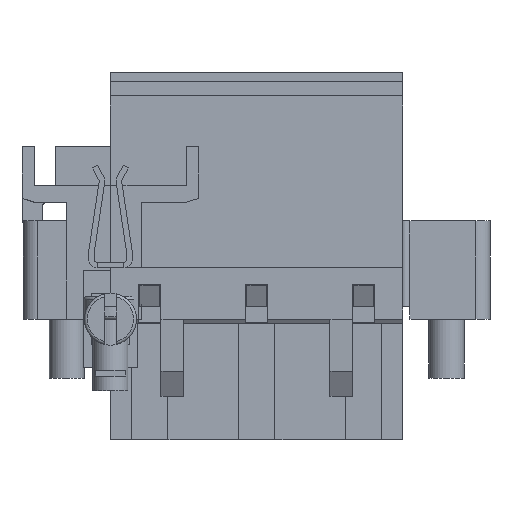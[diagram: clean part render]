
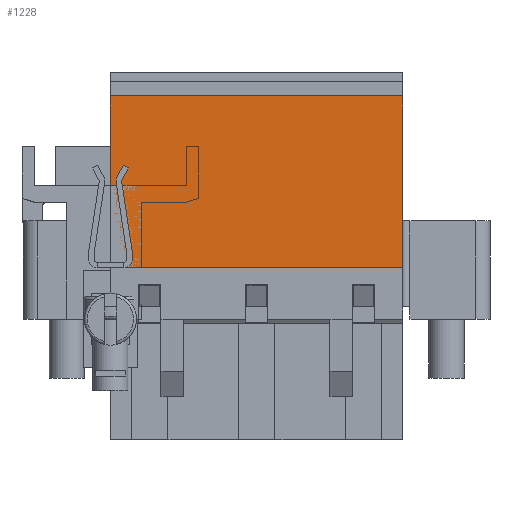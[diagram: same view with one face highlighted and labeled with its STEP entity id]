
A CAD part, front view. The second image highlights one B-rep face of the part: STEP entity #1228.
In plain terms, the highlighted planar face has unit normal (0, -1, 0).
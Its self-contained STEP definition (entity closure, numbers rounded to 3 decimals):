
#1228 = ADVANCED_FACE( '', ( #2598 ), #2599, .T. );
#2598 = FACE_OUTER_BOUND( '', #4061, .T. );
#2599 = PLANE( '', #4062 );
#4061 = EDGE_LOOP( '', ( #7773, #7774, #7775, #7776, #7777, #7778, #7779, #7780, #7781, #7782, #7783, #7784, #7785, #7786, #7787, #7788 ) );
#4062 = AXIS2_PLACEMENT_3D( '', #7789, #7790, #7791 );
#7773 = ORIENTED_EDGE( '', *, *, #9969, .T. );
#7774 = ORIENTED_EDGE( '', *, *, #9695, .T. );
#7775 = ORIENTED_EDGE( '', *, *, #10013, .F. );
#7776 = ORIENTED_EDGE( '', *, *, #8867, .T. );
#7777 = ORIENTED_EDGE( '', *, *, #9888, .F. );
#7778 = ORIENTED_EDGE( '', *, *, #10075, .F. );
#7779 = ORIENTED_EDGE( '', *, *, #10011, .F. );
#7780 = ORIENTED_EDGE( '', *, *, #9130, .T. );
#7781 = ORIENTED_EDGE( '', *, *, #9886, .T. );
#7782 = ORIENTED_EDGE( '', *, *, #10076, .F. );
#7783 = ORIENTED_EDGE( '', *, *, #10015, .F. );
#7784 = ORIENTED_EDGE( '', *, *, #9320, .F. );
#7785 = ORIENTED_EDGE( '', *, *, #8778, .T. );
#7786 = ORIENTED_EDGE( '', *, *, #9457, .T. );
#7787 = ORIENTED_EDGE( '', *, *, #10014, .F. );
#7788 = ORIENTED_EDGE( '', *, *, #9985, .F. );
#7789 = CARTESIAN_POINT( '', ( 20.84, 0., 0. ) );
#7790 = DIRECTION( '', ( 0., -1., 0. ) );
#7791 = DIRECTION( '', ( 0., 0., -1. ) );
#8778 = EDGE_CURVE( '', #10605, #10603, #10606, .T. );
#8867 = EDGE_CURVE( '', #10752, #10754, #10756, .T. );
#9130 = EDGE_CURVE( '', #11194, #11192, #11195, .T. );
#9320 = EDGE_CURVE( '', #10605, #11380, #11493, .T. );
#9457 = EDGE_CURVE( '', #10603, #11381, #11705, .T. );
#9695 = EDGE_CURVE( '', #12038, #11805, #12039, .T. );
#9886 = EDGE_CURVE( '', #11192, #12285, #12287, .T. );
#9888 = EDGE_CURVE( '', #12289, #10754, #12290, .T. );
#9969 = EDGE_CURVE( '', #12387, #12038, #12388, .T. );
#9985 = EDGE_CURVE( '', #12387, #11804, #12408, .T. );
#10011 = EDGE_CURVE( '', #11194, #12438, #12439, .T. );
#10013 = EDGE_CURVE( '', #10752, #11805, #12441, .T. );
#10014 = EDGE_CURVE( '', #11804, #11381, #12442, .T. );
#10015 = EDGE_CURVE( '', #11380, #12443, #12444, .T. );
#10075 = EDGE_CURVE( '', #12438, #12289, #12516, .T. );
#10076 = EDGE_CURVE( '', #12443, #12285, #12517, .T. );
#10603 = VERTEX_POINT( '', #13216 );
#10605 = VERTEX_POINT( '', #13219 );
#10606 = LINE( '', #13220, #13221 );
#10752 = VERTEX_POINT( '', #13421 );
#10754 = VERTEX_POINT( '', #13424 );
#10756 = LINE( '', #13427, #13428 );
#11192 = VERTEX_POINT( '', #14061 );
#11194 = VERTEX_POINT( '', #14064 );
#11195 = LINE( '', #14065, #14066 );
#11380 = VERTEX_POINT( '', #14332 );
#11381 = VERTEX_POINT( '', #14333 );
#11493 = LINE( '', #14505, #14506 );
#11705 = LINE( '', #14826, #14827 );
#11804 = VERTEX_POINT( '', #14966 );
#11805 = VERTEX_POINT( '', #14967 );
#12038 = VERTEX_POINT( '', #15313 );
#12039 = LINE( '', #15314, #15315 );
#12285 = VERTEX_POINT( '', #15689 );
#12287 = LINE( '', #15692, #15693 );
#12289 = VERTEX_POINT( '', #15695 );
#12290 = LINE( '', #15696, #15697 );
#12387 = VERTEX_POINT( '', #15835 );
#12388 = LINE( '', #15836, #15837 );
#12408 = LINE( '', #15863, #15864 );
#12438 = VERTEX_POINT( '', #15909 );
#12439 = LINE( '', #15910, #15911 );
#12441 = LINE( '', #15914, #15915 );
#12442 = LINE( '', #15916, #15917 );
#12443 = VERTEX_POINT( '', #15918 );
#12444 = LINE( '', #15919, #15920 );
#12516 = LINE( '', #16025, #16026 );
#12517 = LINE( '', #16027, #16028 );
#13216 = CARTESIAN_POINT( '', ( 3.5, 0., 2.4 ) );
#13219 = CARTESIAN_POINT( '', ( 2.1, 0., 2.4 ) );
#13220 = CARTESIAN_POINT( '', ( 2.1, 0., 2.4 ) );
#13221 = VECTOR( '', #16444, 1000. );
#13421 = CARTESIAN_POINT( '', ( 17.34, 0., 0.9 ) );
#13424 = CARTESIAN_POINT( '', ( 17.34, 0., 2.4 ) );
#13427 = CARTESIAN_POINT( '', ( 17.34, 0., 0.9 ) );
#13428 = VECTOR( '', #16534, 1000. );
#14061 = CARTESIAN_POINT( '', ( 20.84, 0., 15.9 ) );
#14064 = CARTESIAN_POINT( '', ( 20.84, 0., 0.9 ) );
#14065 = CARTESIAN_POINT( '', ( 20.84, 0., 0. ) );
#14066 = VECTOR( '', #16781, 1000. );
#14332 = CARTESIAN_POINT( '', ( 2.1, 0., 0.9 ) );
#14333 = CARTESIAN_POINT( '', ( 3.5, 0., 0.9 ) );
#14505 = CARTESIAN_POINT( '', ( 2.1, 0., 2.4 ) );
#14506 = VECTOR( '', #16955, 1000. );
#14826 = CARTESIAN_POINT( '', ( 3.5, 0., 2.4 ) );
#14827 = VECTOR( '', #17072, 1000. );
#14966 = CARTESIAN_POINT( '', ( 9.72, 0., 0.9 ) );
#14967 = CARTESIAN_POINT( '', ( 11.12, 0., 0.9 ) );
#15313 = CARTESIAN_POINT( '', ( 11.12, 0., 2.4 ) );
#15314 = CARTESIAN_POINT( '', ( 11.12, 0., 2.4 ) );
#15315 = VECTOR( '', #17286, 1000. );
#15689 = CARTESIAN_POINT( '', ( 0., 0., 15.9 ) );
#15692 = CARTESIAN_POINT( '', ( 20.84, 0., 15.9 ) );
#15693 = VECTOR( '', #17460, 1000. );
#15695 = CARTESIAN_POINT( '', ( 18.74, 0., 2.4 ) );
#15696 = CARTESIAN_POINT( '', ( 18.74, 0., 2.4 ) );
#15697 = VECTOR( '', #17461, 1000. );
#15835 = CARTESIAN_POINT( '', ( 9.72, 0., 2.4 ) );
#15836 = CARTESIAN_POINT( '', ( 9.72, 0., 2.4 ) );
#15837 = VECTOR( '', #17515, 1000. );
#15863 = CARTESIAN_POINT( '', ( 9.72, 0., 2.4 ) );
#15864 = VECTOR( '', #17528, 1000. );
#15909 = CARTESIAN_POINT( '', ( 18.74, 0., 0.9 ) );
#15910 = CARTESIAN_POINT( '', ( 21.34, 0., 0.9 ) );
#15911 = VECTOR( '', #17547, 1000. );
#15914 = CARTESIAN_POINT( '', ( 21.34, 0., 0.9 ) );
#15915 = VECTOR( '', #17549, 1000. );
#15916 = CARTESIAN_POINT( '', ( 21.34, 0., 0.9 ) );
#15917 = VECTOR( '', #17550, 1000. );
#15918 = CARTESIAN_POINT( '', ( 0., 0., 0.9 ) );
#15919 = CARTESIAN_POINT( '', ( 21.34, 0., 0.9 ) );
#15920 = VECTOR( '', #17551, 1000. );
#16025 = CARTESIAN_POINT( '', ( 18.74, 0., 0.9 ) );
#16026 = VECTOR( '', #17600, 1000. );
#16027 = CARTESIAN_POINT( '', ( 0., 0., 0. ) );
#16028 = VECTOR( '', #17601, 1000. );
#16444 = DIRECTION( '', ( 1., 0., 0. ) );
#16534 = DIRECTION( '', ( 0., 0., 1. ) );
#16781 = DIRECTION( '', ( 0., 0., 1. ) );
#16955 = DIRECTION( '', ( 0., 0., -1. ) );
#17072 = DIRECTION( '', ( 0., 0., -1. ) );
#17286 = DIRECTION( '', ( 0., 0., -1. ) );
#17460 = DIRECTION( '', ( -1., 0., 0. ) );
#17461 = DIRECTION( '', ( -1., 0., 0. ) );
#17515 = DIRECTION( '', ( 1., 0., 0. ) );
#17528 = DIRECTION( '', ( 0., 0., -1. ) );
#17547 = DIRECTION( '', ( -1., 0., 0. ) );
#17549 = DIRECTION( '', ( -1., 0., 0. ) );
#17550 = DIRECTION( '', ( -1., 0., 0. ) );
#17551 = DIRECTION( '', ( -1., 0., 0. ) );
#17600 = DIRECTION( '', ( 0., 0., 1. ) );
#17601 = DIRECTION( '', ( 0., 0., 1. ) );
